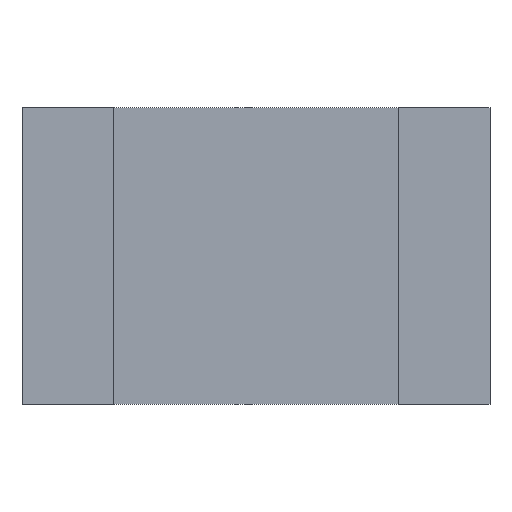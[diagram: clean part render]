
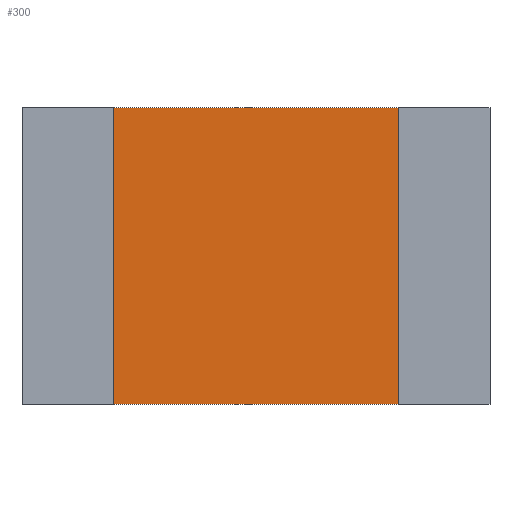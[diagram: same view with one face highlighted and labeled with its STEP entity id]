
A CAD part, front view. The second image highlights one B-rep face of the part: STEP entity #300.
In plain terms, the highlighted planar face has unit normal (0, -1, 0).
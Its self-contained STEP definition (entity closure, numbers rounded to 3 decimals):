
#21=FACE_OUTER_BOUND('',#39,.T.);
#39=EDGE_LOOP('',(#204,#205,#206,#207));
#52=LINE('',#434,#88);
#56=LINE('',#442,#92);
#59=LINE('',#448,#95);
#62=LINE('',#453,#98);
#88=VECTOR('',#360,10.);
#92=VECTOR('',#366,10.);
#95=VECTOR('',#371,10.);
#98=VECTOR('',#376,10.);
#124=VERTEX_POINT('',#432);
#125=VERTEX_POINT('',#433);
#128=VERTEX_POINT('',#441);
#130=VERTEX_POINT('',#447);
#148=EDGE_CURVE('',#124,#125,#52,.T.);
#152=EDGE_CURVE('',#128,#124,#56,.T.);
#155=EDGE_CURVE('',#130,#128,#59,.T.);
#158=EDGE_CURVE('',#125,#130,#62,.T.);
#204=ORIENTED_EDGE('',*,*,#158,.F.);
#205=ORIENTED_EDGE('',*,*,#148,.F.);
#206=ORIENTED_EDGE('',*,*,#152,.F.);
#207=ORIENTED_EDGE('',*,*,#155,.F.);
#261=PLANE('',#343);
#300=ADVANCED_FACE('',(#21),#261,.F.);
#343=AXIS2_PLACEMENT_3D('',#456,#380,#381);
#360=DIRECTION('',(1.,0.,0.));
#366=DIRECTION('',(0.,0.,1.));
#371=DIRECTION('',(-1.,0.,0.));
#376=DIRECTION('',(0.,0.,-1.));
#380=DIRECTION('center_axis',(0.,1.,0.));
#381=DIRECTION('ref_axis',(0.,0.,1.));
#432=CARTESIAN_POINT('',(0.,0.,0.));
#433=CARTESIAN_POINT('',(2.05,0.,0.));
#434=CARTESIAN_POINT('',(0.,0.,0.));
#441=CARTESIAN_POINT('',(0.,0.,-1.3));
#442=CARTESIAN_POINT('',(0.,0.,-1.3));
#447=CARTESIAN_POINT('',(2.05,0.,-1.3));
#448=CARTESIAN_POINT('',(2.05,0.,-1.3));
#453=CARTESIAN_POINT('',(2.05,0.,0.));
#456=CARTESIAN_POINT('Origin',(1.025,0.,-0.65));
